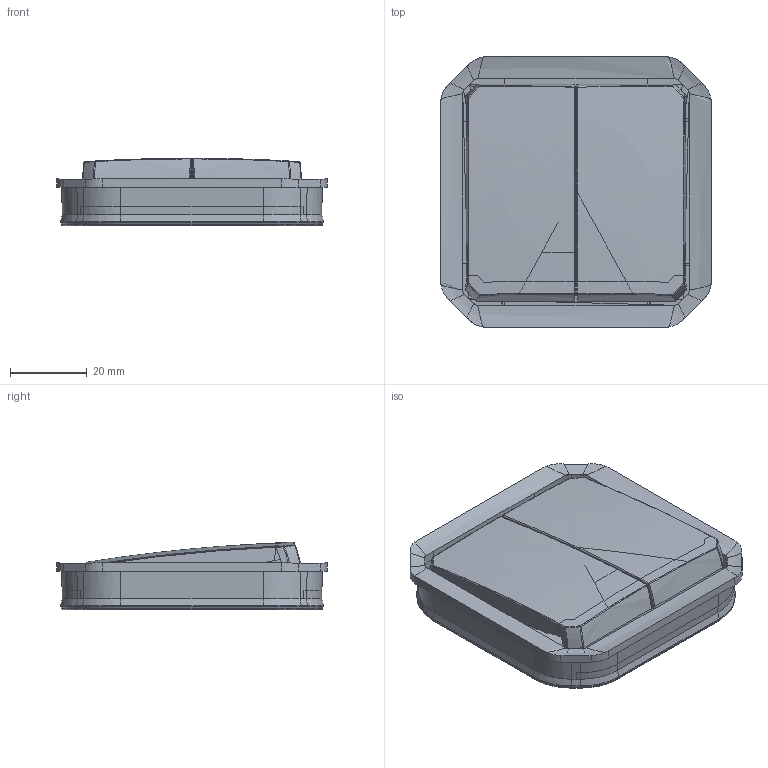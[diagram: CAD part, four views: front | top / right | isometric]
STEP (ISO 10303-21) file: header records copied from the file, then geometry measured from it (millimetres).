
FILE_DESCRIPTION(('CATIA V5 STEP Exchange','CAx-IF Rec.Pracs.--- Model Styling and Organization---1.5--- 2016-08-15','CAx-IF Rec.Pracs.---Supplemental Geometry---1.0---2011-11-01','CAx-IF Rec.Pracs.--- Composite Materials ---1.1---2010-07-15'),'2;1');
FILE_NAME('069526 COMPOSABLE DEMI DOIGT VOYANT.stp','2022-03-29T13:07:18+00:00',('none'),('none'),'CATIA Version 5-6 Release 2020 SP3','CATIA V5 STEP AP214 v2','none');
FILE_SCHEMA(('AUTOMOTIVE_DESIGN { 1 0 10303 214 1 1 1 1 }'));
Length unit declared in the file: millimetre
Products named in the file (1): Part21
Bounding box: 70.5 x 70.5 x 17.59 mm (x, y, z)
Surface area: 22349.1 mm2 (no closed solid volume)
Topology: 0 solids, 52 shells, 315 faces, 980 edges, 664 vertices
Faces by surface type: bspline 146, plane 56, cylinder 50, torus 32, sphere 21, cone 10
Entity records: 14963 total; most frequent: CARTESIAN_POINT 8487, ORIENTED_EDGE 1445, EDGE_CURVE 934, VERTEX_POINT 664, DIRECTION 628, B_SPLINE_CURVE_WITH_KNOTS 601, EDGE_LOOP 316, ADVANCED_FACE 315
